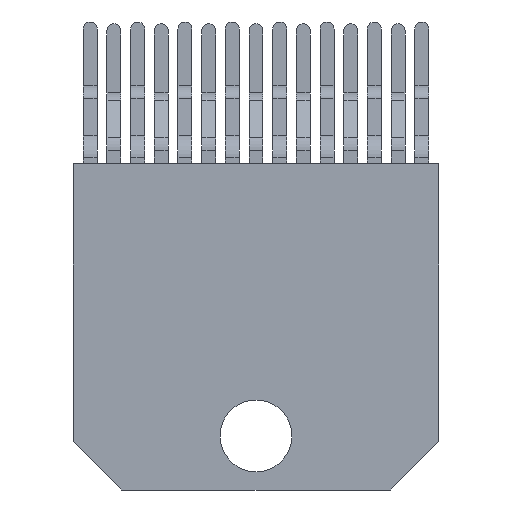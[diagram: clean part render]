
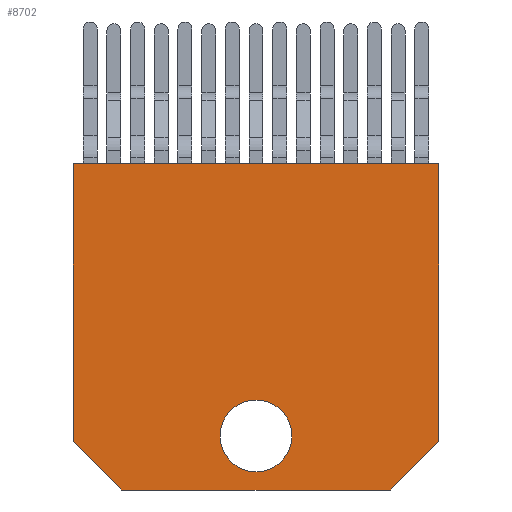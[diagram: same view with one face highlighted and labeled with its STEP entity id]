
A CAD part, front view. The second image highlights one B-rep face of the part: STEP entity #8702.
In plain terms, the highlighted planar face has unit normal (0, -1, 0).
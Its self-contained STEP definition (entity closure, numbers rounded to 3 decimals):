
#208 = CARTESIAN_POINT ( 'NONE',  ( 7.2, 0., -8.75 ) ) ;
#317 = LINE ( 'NONE', #5722, #8868 ) ;
#455 = ORIENTED_EDGE ( 'NONE', *, *, #6738, .T. ) ;
#562 = VERTEX_POINT ( 'NONE', #9478 ) ;
#632 = DIRECTION ( 'NONE',  ( -1., 0., 0. ) ) ;
#1164 = CARTESIAN_POINT ( 'NONE',  ( -9.8, 0., -6.15 ) ) ;
#1209 = DIRECTION ( 'NONE',  ( 0., 0., 1. ) ) ;
#1316 = AXIS2_PLACEMENT_3D ( 'NONE', #2513, #7903, #3758 ) ;
#1389 = CARTESIAN_POINT ( 'NONE',  ( 7.975, 0., -7.975 ) ) ;
#1554 = DIRECTION ( 'NONE',  ( 0., 0., -1. ) ) ;
#1632 = ORIENTED_EDGE ( 'NONE', *, *, #3495, .T. ) ;
#1722 = EDGE_LOOP ( 'NONE', ( #1632, #5033 ) ) ;
#1729 = VERTEX_POINT ( 'NONE', #1164 ) ;
#1982 = VERTEX_POINT ( 'NONE', #2648 ) ;
#2065 = CARTESIAN_POINT ( 'NONE',  ( 9.8, 0., 8.75 ) ) ;
#2102 = PLANE ( 'NONE',  #4301 ) ;
#2168 = CARTESIAN_POINT ( 'NONE',  ( -7.975, 0., -7.975 ) ) ;
#2396 = AXIS2_PLACEMENT_3D ( 'NONE', #7741, #3568, #8939 ) ;
#2513 = CARTESIAN_POINT ( 'NONE',  ( 0., 0., -5.85 ) ) ;
#2648 = CARTESIAN_POINT ( 'NONE',  ( 0., 0., -3.925 ) ) ;
#2653 = VECTOR ( 'NONE', #8284, 1000. ) ;
#2683 = ORIENTED_EDGE ( 'NONE', *, *, #9494, .F. ) ;
#2893 = CARTESIAN_POINT ( 'NONE',  ( -9.8, 0., 8.75 ) ) ;
#3004 = CIRCLE ( 'NONE', #1316, 1.925 ) ;
#3332 = DIRECTION ( 'NONE',  ( 0., -1., 0. ) ) ;
#3354 = ORIENTED_EDGE ( 'NONE', *, *, #7767, .F. ) ;
#3495 = EDGE_CURVE ( 'NONE', #1982, #6937, #3004, .T. ) ;
#3555 = VECTOR ( 'NONE', #1209, 1000. ) ;
#3568 = DIRECTION ( 'NONE',  ( 0., 1., 0. ) ) ;
#3727 = EDGE_LOOP ( 'NONE', ( #3354, #455, #3866, #9446, #4130, #2683 ) ) ;
#3749 = CARTESIAN_POINT ( 'NONE',  ( 0., 0., -7.775 ) ) ;
#3758 = DIRECTION ( 'NONE',  ( 0., 0., 1. ) ) ;
#3866 = ORIENTED_EDGE ( 'NONE', *, *, #6549, .F. ) ;
#4050 = VECTOR ( 'NONE', #6805, 1000. ) ;
#4122 = CIRCLE ( 'NONE', #2396, 1.925 ) ;
#4130 = ORIENTED_EDGE ( 'NONE', *, *, #4154, .F. ) ;
#4154 = EDGE_CURVE ( 'NONE', #8328, #5909, #317, .T. ) ;
#4301 = AXIS2_PLACEMENT_3D ( 'NONE', #7509, #3332, #8710 ) ;
#4805 = CARTESIAN_POINT ( 'NONE',  ( -9.8, 0., -8.75 ) ) ;
#5033 = ORIENTED_EDGE ( 'NONE', *, *, #6781, .T. ) ;
#5037 = CARTESIAN_POINT ( 'NONE',  ( 9.8, 0., -6.15 ) ) ;
#5080 = CARTESIAN_POINT ( 'NONE',  ( -7.2, 0., -8.75 ) ) ;
#5390 = CARTESIAN_POINT ( 'NONE',  ( -9.8, 0., 8.75 ) ) ;
#5519 = FACE_BOUND ( 'NONE', #1722, .T. ) ;
#5558 = LINE ( 'NONE', #1389, #4050 ) ;
#5722 = CARTESIAN_POINT ( 'NONE',  ( 9.8, 0., 8.75 ) ) ;
#5909 = VERTEX_POINT ( 'NONE', #5037 ) ;
#6207 = VECTOR ( 'NONE', #7575, 1000. ) ;
#6272 = VERTEX_POINT ( 'NONE', #5080 ) ;
#6380 = LINE ( 'NONE', #2168, #6207 ) ;
#6549 = EDGE_CURVE ( 'NONE', #8167, #6272, #8917, .T. ) ;
#6738 = EDGE_CURVE ( 'NONE', #1729, #6272, #6380, .T. ) ;
#6765 = FACE_OUTER_BOUND ( 'NONE', #3727, .T. ) ;
#6781 = EDGE_CURVE ( 'NONE', #6937, #1982, #4122, .T. ) ;
#6805 = DIRECTION ( 'NONE',  ( 0.707, 0., 0.707 ) ) ;
#6937 = VERTEX_POINT ( 'NONE', #3749 ) ;
#7090 = LINE ( 'NONE', #2893, #2653 ) ;
#7509 = CARTESIAN_POINT ( 'NONE',  ( 0., 0., 0. ) ) ;
#7575 = DIRECTION ( 'NONE',  ( 0.707, 0., -0.707 ) ) ;
#7741 = CARTESIAN_POINT ( 'NONE',  ( 0., 0., -5.85 ) ) ;
#7767 = EDGE_CURVE ( 'NONE', #1729, #562, #9492, .T. ) ;
#7903 = DIRECTION ( 'NONE',  ( 0., 1., 0. ) ) ;
#8167 = VERTEX_POINT ( 'NONE', #208 ) ;
#8284 = DIRECTION ( 'NONE',  ( 1., 0., 0. ) ) ;
#8328 = VERTEX_POINT ( 'NONE', #2065 ) ;
#8702 = ADVANCED_FACE ( 'NONE', ( #5519, #6765 ), #2102, .T. ) ;
#8710 = DIRECTION ( 'NONE',  ( 0., 0., -1. ) ) ;
#8868 = VECTOR ( 'NONE', #1554, 1000. ) ;
#8877 = EDGE_CURVE ( 'NONE', #8167, #5909, #5558, .T. ) ;
#8917 = LINE ( 'NONE', #4805, #9285 ) ;
#8939 = DIRECTION ( 'NONE',  ( 0., 0., 1. ) ) ;
#9285 = VECTOR ( 'NONE', #632, 1000. ) ;
#9446 = ORIENTED_EDGE ( 'NONE', *, *, #8877, .T. ) ;
#9478 = CARTESIAN_POINT ( 'NONE',  ( -9.8, 0., 8.75 ) ) ;
#9492 = LINE ( 'NONE', #5390, #3555 ) ;
#9494 = EDGE_CURVE ( 'NONE', #562, #8328, #7090, .T. ) ;
